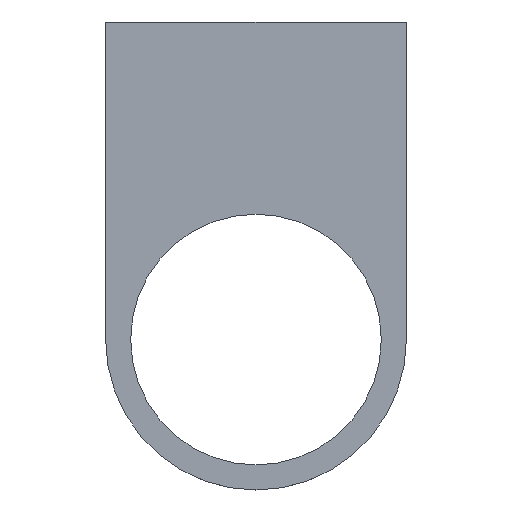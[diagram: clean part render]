
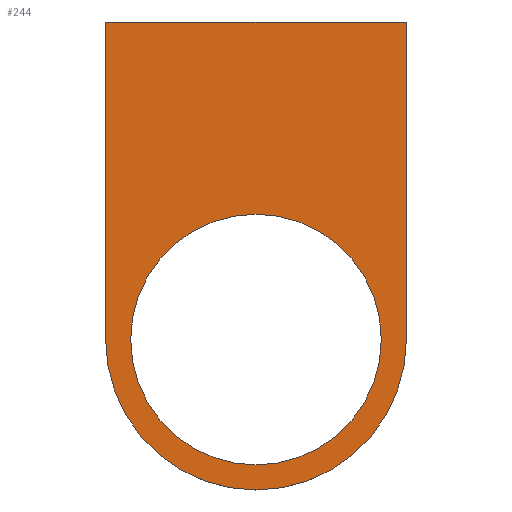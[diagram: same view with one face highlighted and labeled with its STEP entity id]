
A CAD part, top view. The second image highlights one B-rep face of the part: STEP entity #244.
In plain terms, the highlighted planar face has unit normal (0, 0, 1).
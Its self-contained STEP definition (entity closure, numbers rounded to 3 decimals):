
#124=AXIS2_PLACEMENT_3D('Circle Axis2P3D',#122,#123,$) ;
#163=AXIS2_PLACEMENT_3D('Circle Axis2P3D',#161,#162,$) ;
#198=AXIS2_PLACEMENT_3D('Circle Axis2P3D',#196,#197,$) ;
#232=AXIS2_PLACEMENT_3D('Plane Axis2P3D',#229,#230,#231) ;
#43=CARTESIAN_POINT('Vertex',(36.,56.,0.1)) ;
#57=CARTESIAN_POINT('Vertex',(0.,56.,0.1)) ;
#60=CARTESIAN_POINT('Line Origine',(18.,56.,0.1)) ;
#88=CARTESIAN_POINT('Vertex',(0.,18.,0.1)) ;
#91=CARTESIAN_POINT('Line Origine',(0.,37.,0.1)) ;
#119=CARTESIAN_POINT('Vertex',(36.,18.,0.1)) ;
#122=CARTESIAN_POINT('Axis2P3D Location',(18.,18.,0.1)) ;
#144=CARTESIAN_POINT('Line Origine',(36.,37.,0.1)) ;
#161=CARTESIAN_POINT('Axis2P3D Location',(18.,18.,0.1)) ;
#165=CARTESIAN_POINT('Vertex',(18.,33.,0.1)) ;
#167=CARTESIAN_POINT('Vertex',(18.,3.,0.1)) ;
#196=CARTESIAN_POINT('Axis2P3D Location',(18.,18.,0.1)) ;
#229=CARTESIAN_POINT('Axis2P3D Location',(18.,28.,0.1)) ;
#61=DIRECTION('Vector Direction',(-1.,0.,0.)) ;
#92=DIRECTION('Vector Direction',(0.,1.,0.)) ;
#123=DIRECTION('Axis2P3D Direction',(0.,0.,1.)) ;
#145=DIRECTION('Vector Direction',(0.,-1.,0.)) ;
#162=DIRECTION('Axis2P3D Direction',(0.,0.,1.)) ;
#197=DIRECTION('Axis2P3D Direction',(0.,0.,1.)) ;
#230=DIRECTION('Axis2P3D Direction',(0.,0.,1.)) ;
#231=DIRECTION('Axis2P3D XDirection',(0.,-1.,0.)) ;
#62=VECTOR('Line Direction',#61,1.) ;
#93=VECTOR('Line Direction',#92,1.) ;
#146=VECTOR('Line Direction',#145,1.) ;
#235=ORIENTED_EDGE('',*,*,#64,.T.) ;
#236=ORIENTED_EDGE('',*,*,#95,.T.) ;
#237=ORIENTED_EDGE('',*,*,#126,.T.) ;
#238=ORIENTED_EDGE('',*,*,#148,.T.) ;
#241=ORIENTED_EDGE('',*,*,#169,.F.) ;
#242=ORIENTED_EDGE('',*,*,#200,.F.) ;
#243=FACE_BOUND('',#240,.T.) ;
#244=ADVANCED_FACE('S3D gedreht',(#239,#243),#233,.T.) ;
#125=CIRCLE('generated circle',#124,18.) ;
#164=CIRCLE('generated circle',#163,15.) ;
#199=CIRCLE('generated circle',#198,15.) ;
#64=EDGE_CURVE('',#44,#58,#63,.T.) ;
#95=EDGE_CURVE('',#58,#89,#94,.F.) ;
#126=EDGE_CURVE('',#89,#120,#125,.T.) ;
#148=EDGE_CURVE('',#120,#44,#147,.F.) ;
#169=EDGE_CURVE('',#166,#168,#164,.T.) ;
#200=EDGE_CURVE('',#168,#166,#199,.T.) ;
#234=EDGE_LOOP('',(#235,#236,#237,#238)) ;
#240=EDGE_LOOP('',(#241,#242)) ;
#239=FACE_OUTER_BOUND('',#234,.T.) ;
#63=LINE('Line',#60,#62) ;
#94=LINE('Line',#91,#93) ;
#147=LINE('Line',#144,#146) ;
#233=PLANE('',#232) ;
#44=VERTEX_POINT('',#43) ;
#58=VERTEX_POINT('',#57) ;
#89=VERTEX_POINT('',#88) ;
#120=VERTEX_POINT('',#119) ;
#166=VERTEX_POINT('',#165) ;
#168=VERTEX_POINT('',#167) ;
